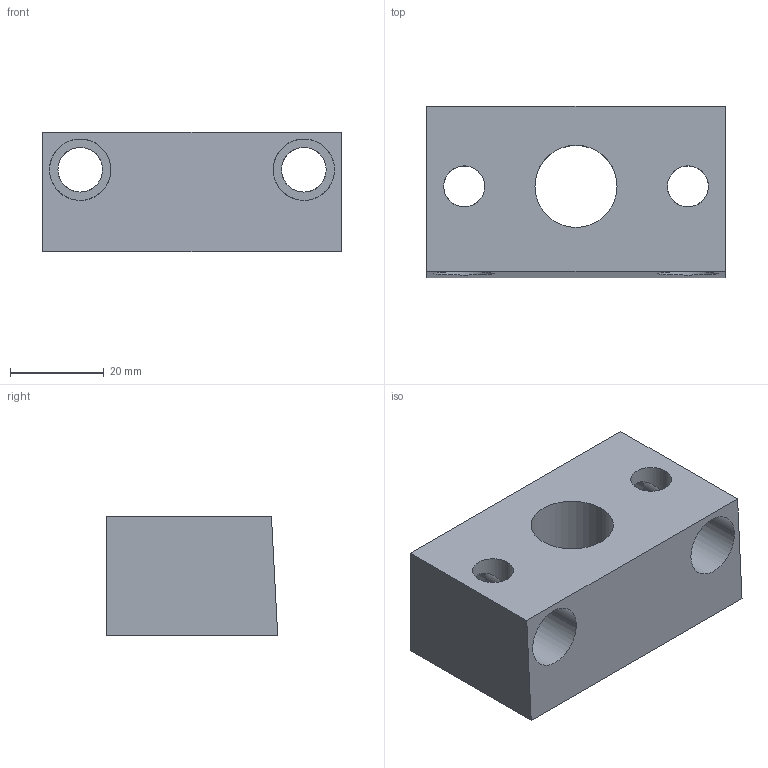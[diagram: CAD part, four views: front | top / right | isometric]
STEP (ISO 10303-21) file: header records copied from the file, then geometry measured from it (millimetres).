
FILE_DESCRIPTION((''),'2;1');
FILE_NAME('ILC64030700','2010-06-01T',('jdw'),(''),'PRO/ENGINEER BY PARAMETRIC TECHNOLOGY CORPORATION, 2007460','PRO/ENGINEER BY PARAMETRIC TECHNOLOGY CORPORATION, 2007460','');
FILE_SCHEMA(('AUTOMOTIVE_DESIGN_CC2 { 1 2 10303 214 -1 1 5 2 }'));
Length unit declared in the file: inch
Products named in the file (1): ILC64030700
Bounding box: 63.5 x 36.5 x 25.4 mm (x, y, z)
Volume: 41994.9 mm3; surface area: 13307.1 mm2
Topology: 1 solids, 1 shells, 32 faces, 78 edges, 52 vertices
Faces by surface type: cylinder 22, plane 10
Entity records: 1440 total; most frequent: CARTESIAN_POINT 546, ORIENTED_EDGE 156, DIRECTION 146, COLOUR_RGB 105, EDGE_CURVE 78, AXIS2_PLACEMENT_3D 56, VERTEX_POINT 52, EDGE_LOOP 50
